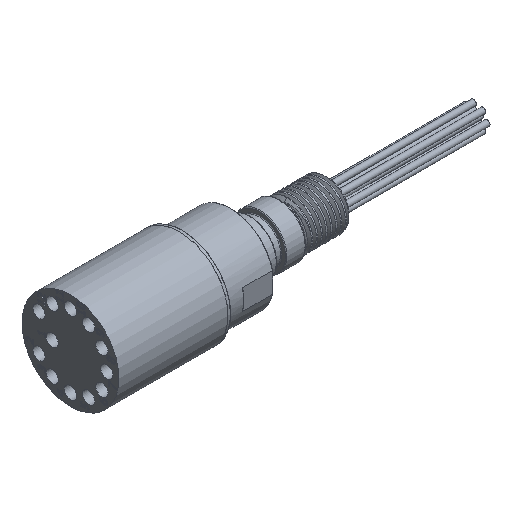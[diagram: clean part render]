
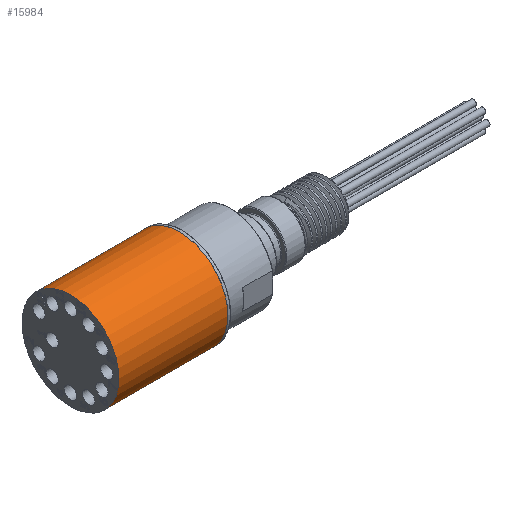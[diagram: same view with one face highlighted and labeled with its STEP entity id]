
A CAD part, isometric view. The second image highlights one B-rep face of the part: STEP entity #15984.
In plain terms, the highlighted cylindrical face has radius 12.7 mm (diameter 25.4 mm), a full revolution.
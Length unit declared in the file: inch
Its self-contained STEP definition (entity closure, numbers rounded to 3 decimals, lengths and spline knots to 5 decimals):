
#667=CYLINDRICAL_SURFACE($,#17215,0.5);
#975=FACE_BOUND($,#4392,.T.);
#1364=CIRCLE($,#17032,0.5);
#1461=CIRCLE($,#17216,0.5);
#3118=FACE_OUTER_BOUND($,#4391,.T.);
#4391=EDGE_LOOP($,(#12578));
#4392=EDGE_LOOP($,(#12579));
#7645=VERTEX_POINT($,#28162);
#7742=VERTEX_POINT($,#28443);
#9470=EDGE_CURVE($,#7645,#7645,#1364,.T.);
#9567=EDGE_CURVE($,#7742,#7742,#1461,.T.);
#12578=ORIENTED_EDGE($,*,*,#9470,.F.);
#12579=ORIENTED_EDGE($,*,*,#9567,.T.);
#15984=ADVANCED_FACE($,(#3118,#975),#667,.T.);
#17032=AXIS2_PLACEMENT_3D($,#28163,#19655,#19656);
#17215=AXIS2_PLACEMENT_3D($,#28442,#20021,#20022);
#17216=AXIS2_PLACEMENT_3D($,#28444,#20023,#20024);
#19655=DIRECTION('center_axis',(-1.,0.,0.));
#19656=DIRECTION('ref_axis',(0.,0.,1.));
#20021=DIRECTION('center_axis',(1.,0.,0.));
#20022=DIRECTION('ref_axis',(0.,0.,-1.));
#20023=DIRECTION('center_axis',(-1.,0.,0.));
#20024=DIRECTION('ref_axis',(0.,0.,1.));
#28162=CARTESIAN_POINT('',(-1.,0.,0.5));
#28163=CARTESIAN_POINT('Origin',(-1.,0.,0.));
#28442=CARTESIAN_POINT('Origin',(-1.,0.,0.));
#28443=CARTESIAN_POINT('',(0.125,0.,-0.5));
#28444=CARTESIAN_POINT('Origin',(0.125,0.,0.));
